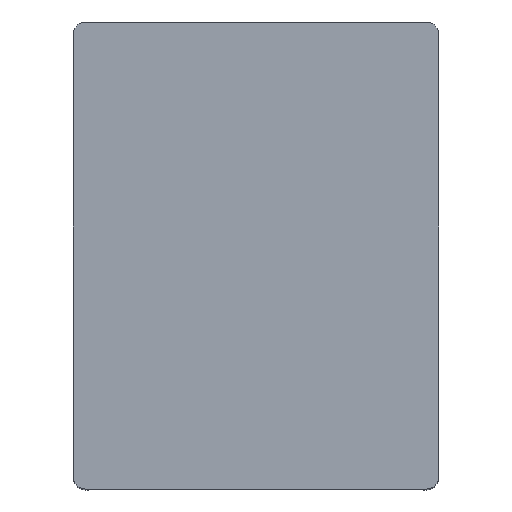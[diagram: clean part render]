
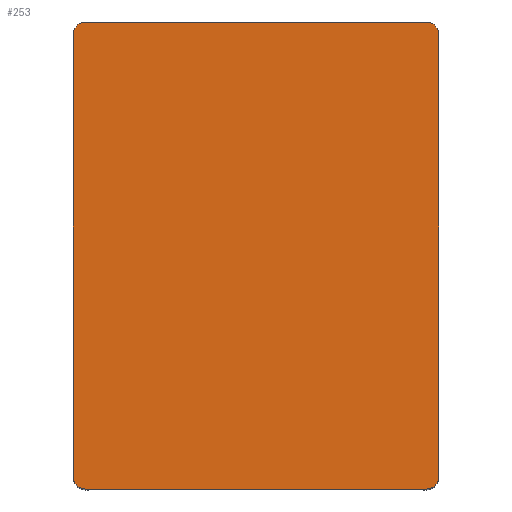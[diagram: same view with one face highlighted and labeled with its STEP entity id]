
A CAD part, top view. The second image highlights one B-rep face of the part: STEP entity #253.
In plain terms, the highlighted planar face has unit normal (0, 0, 1).
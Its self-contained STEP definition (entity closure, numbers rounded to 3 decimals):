
#21 = EDGE_CURVE('',#22,#24,#26,.T.);
#22 = VERTEX_POINT('',#23);
#23 = CARTESIAN_POINT('',(-36.,-43.5,51.25));
#24 = VERTEX_POINT('',#25);
#25 = CARTESIAN_POINT('',(-36.,43.5,51.25));
#26 = SURFACE_CURVE('',#27,(#31,#43),.PCURVE_S1.);
#27 = LINE('',#28,#29);
#28 = CARTESIAN_POINT('',(-36.,-46.,51.25));
#29 = VECTOR('',#30,1.);
#30 = DIRECTION('',(0.,1.,0.));
#31 = PCURVE('',#32,#37);
#32 = PLANE('',#33);
#33 = AXIS2_PLACEMENT_3D('',#34,#35,#36);
#34 = CARTESIAN_POINT('',(-36.,-46.,-51.25));
#35 = DIRECTION('',(1.,0.,0.));
#36 = DIRECTION('',(0.,0.,1.));
#37 = DEFINITIONAL_REPRESENTATION('',(#38),#42);
#38 = LINE('',#39,#40);
#39 = CARTESIAN_POINT('',(102.5,0.));
#40 = VECTOR('',#41,1.);
#41 = DIRECTION('',(0.,-1.));
#42 = ( GEOMETRIC_REPRESENTATION_CONTEXT(2) 
PARAMETRIC_REPRESENTATION_CONTEXT() REPRESENTATION_CONTEXT('2D SPACE',''
  ) );
#43 = PCURVE('',#44,#49);
#44 = PLANE('',#45);
#45 = AXIS2_PLACEMENT_3D('',#46,#47,#48);
#46 = CARTESIAN_POINT('',(-36.,-46.,51.25));
#47 = DIRECTION('',(0.,0.,1.));
#48 = DIRECTION('',(1.,0.,0.));
#49 = DEFINITIONAL_REPRESENTATION('',(#50),#54);
#50 = LINE('',#51,#52);
#51 = CARTESIAN_POINT('',(0.,0.));
#52 = VECTOR('',#53,1.);
#53 = DIRECTION('',(0.,1.));
#54 = ( GEOMETRIC_REPRESENTATION_CONTEXT(2) 
PARAMETRIC_REPRESENTATION_CONTEXT() REPRESENTATION_CONTEXT('2D SPACE',''
  ) );
#72 = CYLINDRICAL_SURFACE('',#73,2.5);
#73 = AXIS2_PLACEMENT_3D('',#74,#75,#76);
#74 = CARTESIAN_POINT('',(-33.5,-43.5,-51.25));
#75 = DIRECTION('',(0.,0.,1.));
#76 = DIRECTION('',(-1.,-0.,0.));
#126 = CYLINDRICAL_SURFACE('',#127,2.5);
#127 = AXIS2_PLACEMENT_3D('',#128,#129,#130);
#128 = CARTESIAN_POINT('',(-33.5,43.5,-51.25));
#129 = DIRECTION('',(0.,0.,1.));
#130 = DIRECTION('',(-1.,-0.,0.));
#253 = ADVANCED_FACE('',(#254),#44,.T.);
#254 = FACE_BOUND('',#255,.T.);
#255 = EDGE_LOOP('',(#256,#257,#281,#309,#342,#370,#399,#427));
#256 = ORIENTED_EDGE('',*,*,#21,.F.);
#257 = ORIENTED_EDGE('',*,*,#258,.T.);
#258 = EDGE_CURVE('',#22,#259,#261,.T.);
#259 = VERTEX_POINT('',#260);
#260 = CARTESIAN_POINT('',(-33.5,-46.,51.25));
#261 = SURFACE_CURVE('',#262,(#267,#274),.PCURVE_S1.);
#262 = CIRCLE('',#263,2.5);
#263 = AXIS2_PLACEMENT_3D('',#264,#265,#266);
#264 = CARTESIAN_POINT('',(-33.5,-43.5,51.25));
#265 = DIRECTION('',(0.,0.,1.));
#266 = DIRECTION('',(0.,-1.,0.));
#267 = PCURVE('',#44,#268);
#268 = DEFINITIONAL_REPRESENTATION('',(#269),#273);
#269 = CIRCLE('',#270,2.5);
#270 = AXIS2_PLACEMENT_2D('',#271,#272);
#271 = CARTESIAN_POINT('',(2.5,2.5));
#272 = DIRECTION('',(0.,-1.));
#273 = ( GEOMETRIC_REPRESENTATION_CONTEXT(2) 
PARAMETRIC_REPRESENTATION_CONTEXT() REPRESENTATION_CONTEXT('2D SPACE',''
  ) );
#274 = PCURVE('',#72,#275);
#275 = DEFINITIONAL_REPRESENTATION('',(#276),#280);
#276 = LINE('',#277,#278);
#277 = CARTESIAN_POINT('',(-4.712,102.5));
#278 = VECTOR('',#279,1.);
#279 = DIRECTION('',(1.,0.));
#280 = ( GEOMETRIC_REPRESENTATION_CONTEXT(2) 
PARAMETRIC_REPRESENTATION_CONTEXT() REPRESENTATION_CONTEXT('2D SPACE',''
  ) );
#281 = ORIENTED_EDGE('',*,*,#282,.T.);
#282 = EDGE_CURVE('',#259,#283,#285,.T.);
#283 = VERTEX_POINT('',#284);
#284 = CARTESIAN_POINT('',(33.5,-46.,51.25));
#285 = SURFACE_CURVE('',#286,(#290,#297),.PCURVE_S1.);
#286 = LINE('',#287,#288);
#287 = CARTESIAN_POINT('',(-36.,-46.,51.25));
#288 = VECTOR('',#289,1.);
#289 = DIRECTION('',(1.,0.,0.));
#290 = PCURVE('',#44,#291);
#291 = DEFINITIONAL_REPRESENTATION('',(#292),#296);
#292 = LINE('',#293,#294);
#293 = CARTESIAN_POINT('',(0.,0.));
#294 = VECTOR('',#295,1.);
#295 = DIRECTION('',(1.,0.));
#296 = ( GEOMETRIC_REPRESENTATION_CONTEXT(2) 
PARAMETRIC_REPRESENTATION_CONTEXT() REPRESENTATION_CONTEXT('2D SPACE',''
  ) );
#297 = PCURVE('',#298,#303);
#298 = PLANE('',#299);
#299 = AXIS2_PLACEMENT_3D('',#300,#301,#302);
#300 = CARTESIAN_POINT('',(-36.,-46.,-51.25));
#301 = DIRECTION('',(0.,1.,0.));
#302 = DIRECTION('',(0.,0.,1.));
#303 = DEFINITIONAL_REPRESENTATION('',(#304),#308);
#304 = LINE('',#305,#306);
#305 = CARTESIAN_POINT('',(102.5,0.));
#306 = VECTOR('',#307,1.);
#307 = DIRECTION('',(0.,1.));
#308 = ( GEOMETRIC_REPRESENTATION_CONTEXT(2) 
PARAMETRIC_REPRESENTATION_CONTEXT() REPRESENTATION_CONTEXT('2D SPACE',''
  ) );
#309 = ORIENTED_EDGE('',*,*,#310,.F.);
#310 = EDGE_CURVE('',#311,#283,#313,.T.);
#311 = VERTEX_POINT('',#312);
#312 = CARTESIAN_POINT('',(36.,-43.5,51.25));
#313 = SURFACE_CURVE('',#314,(#319,#330),.PCURVE_S1.);
#314 = CIRCLE('',#315,2.5);
#315 = AXIS2_PLACEMENT_3D('',#316,#317,#318);
#316 = CARTESIAN_POINT('',(33.5,-43.5,51.25));
#317 = DIRECTION('',(-0.,-0.,-1.));
#318 = DIRECTION('',(0.,-1.,0.));
#319 = PCURVE('',#44,#320);
#320 = DEFINITIONAL_REPRESENTATION('',(#321),#329);
#321 = ( BOUNDED_CURVE() B_SPLINE_CURVE(2,(#322,#323,#324,#325,#326,#327
,#328),.UNSPECIFIED.,.T.,.F.) B_SPLINE_CURVE_WITH_KNOTS((1,2,2,2,2,1),(
    -2.094,0.,2.094,4.189,6.283,
8.378),.UNSPECIFIED.) CURVE() GEOMETRIC_REPRESENTATION_ITEM() 
RATIONAL_B_SPLINE_CURVE((1.,0.5,1.,0.5,1.,0.5,1.)) REPRESENTATION_ITEM(
  '') );
#322 = CARTESIAN_POINT('',(69.5,0.));
#323 = CARTESIAN_POINT('',(65.17,0.));
#324 = CARTESIAN_POINT('',(67.335,3.75));
#325 = CARTESIAN_POINT('',(69.5,7.5));
#326 = CARTESIAN_POINT('',(71.665,3.75));
#327 = CARTESIAN_POINT('',(73.83,0.));
#328 = CARTESIAN_POINT('',(69.5,0.));
#329 = ( GEOMETRIC_REPRESENTATION_CONTEXT(2) 
PARAMETRIC_REPRESENTATION_CONTEXT() REPRESENTATION_CONTEXT('2D SPACE',''
  ) );
#330 = PCURVE('',#331,#336);
#331 = CYLINDRICAL_SURFACE('',#332,2.5);
#332 = AXIS2_PLACEMENT_3D('',#333,#334,#335);
#333 = CARTESIAN_POINT('',(33.5,-43.5,-51.25));
#334 = DIRECTION('',(0.,0.,1.));
#335 = DIRECTION('',(1.,0.,-0.));
#336 = DEFINITIONAL_REPRESENTATION('',(#337),#341);
#337 = LINE('',#338,#339);
#338 = CARTESIAN_POINT('',(4.712,102.5));
#339 = VECTOR('',#340,1.);
#340 = DIRECTION('',(-1.,0.));
#341 = ( GEOMETRIC_REPRESENTATION_CONTEXT(2) 
PARAMETRIC_REPRESENTATION_CONTEXT() REPRESENTATION_CONTEXT('2D SPACE',''
  ) );
#342 = ORIENTED_EDGE('',*,*,#343,.T.);
#343 = EDGE_CURVE('',#311,#344,#346,.T.);
#344 = VERTEX_POINT('',#345);
#345 = CARTESIAN_POINT('',(36.,43.5,51.25));
#346 = SURFACE_CURVE('',#347,(#351,#358),.PCURVE_S1.);
#347 = LINE('',#348,#349);
#348 = CARTESIAN_POINT('',(36.,-46.,51.25));
#349 = VECTOR('',#350,1.);
#350 = DIRECTION('',(0.,1.,0.));
#351 = PCURVE('',#44,#352);
#352 = DEFINITIONAL_REPRESENTATION('',(#353),#357);
#353 = LINE('',#354,#355);
#354 = CARTESIAN_POINT('',(72.,0.));
#355 = VECTOR('',#356,1.);
#356 = DIRECTION('',(0.,1.));
#357 = ( GEOMETRIC_REPRESENTATION_CONTEXT(2) 
PARAMETRIC_REPRESENTATION_CONTEXT() REPRESENTATION_CONTEXT('2D SPACE',''
  ) );
#358 = PCURVE('',#359,#364);
#359 = PLANE('',#360);
#360 = AXIS2_PLACEMENT_3D('',#361,#362,#363);
#361 = CARTESIAN_POINT('',(36.,-46.,-51.25));
#362 = DIRECTION('',(1.,0.,0.));
#363 = DIRECTION('',(0.,0.,1.));
#364 = DEFINITIONAL_REPRESENTATION('',(#365),#369);
#365 = LINE('',#366,#367);
#366 = CARTESIAN_POINT('',(102.5,0.));
#367 = VECTOR('',#368,1.);
#368 = DIRECTION('',(0.,-1.));
#369 = ( GEOMETRIC_REPRESENTATION_CONTEXT(2) 
PARAMETRIC_REPRESENTATION_CONTEXT() REPRESENTATION_CONTEXT('2D SPACE',''
  ) );
#370 = ORIENTED_EDGE('',*,*,#371,.T.);
#371 = EDGE_CURVE('',#344,#372,#374,.T.);
#372 = VERTEX_POINT('',#373);
#373 = CARTESIAN_POINT('',(33.5,46.,51.25));
#374 = SURFACE_CURVE('',#375,(#380,#387),.PCURVE_S1.);
#375 = CIRCLE('',#376,2.5);
#376 = AXIS2_PLACEMENT_3D('',#377,#378,#379);
#377 = CARTESIAN_POINT('',(33.5,43.5,51.25));
#378 = DIRECTION('',(0.,0.,1.));
#379 = DIRECTION('',(0.,-1.,0.));
#380 = PCURVE('',#44,#381);
#381 = DEFINITIONAL_REPRESENTATION('',(#382),#386);
#382 = CIRCLE('',#383,2.5);
#383 = AXIS2_PLACEMENT_2D('',#384,#385);
#384 = CARTESIAN_POINT('',(69.5,89.5));
#385 = DIRECTION('',(0.,-1.));
#386 = ( GEOMETRIC_REPRESENTATION_CONTEXT(2) 
PARAMETRIC_REPRESENTATION_CONTEXT() REPRESENTATION_CONTEXT('2D SPACE',''
  ) );
#387 = PCURVE('',#388,#393);
#388 = CYLINDRICAL_SURFACE('',#389,2.5);
#389 = AXIS2_PLACEMENT_3D('',#390,#391,#392);
#390 = CARTESIAN_POINT('',(33.5,43.5,-51.25));
#391 = DIRECTION('',(0.,0.,1.));
#392 = DIRECTION('',(1.,0.,-0.));
#393 = DEFINITIONAL_REPRESENTATION('',(#394),#398);
#394 = LINE('',#395,#396);
#395 = CARTESIAN_POINT('',(-1.571,102.5));
#396 = VECTOR('',#397,1.);
#397 = DIRECTION('',(1.,0.));
#398 = ( GEOMETRIC_REPRESENTATION_CONTEXT(2) 
PARAMETRIC_REPRESENTATION_CONTEXT() REPRESENTATION_CONTEXT('2D SPACE',''
  ) );
#399 = ORIENTED_EDGE('',*,*,#400,.F.);
#400 = EDGE_CURVE('',#401,#372,#403,.T.);
#401 = VERTEX_POINT('',#402);
#402 = CARTESIAN_POINT('',(-33.5,46.,51.25));
#403 = SURFACE_CURVE('',#404,(#408,#415),.PCURVE_S1.);
#404 = LINE('',#405,#406);
#405 = CARTESIAN_POINT('',(-36.,46.,51.25));
#406 = VECTOR('',#407,1.);
#407 = DIRECTION('',(1.,0.,0.));
#408 = PCURVE('',#44,#409);
#409 = DEFINITIONAL_REPRESENTATION('',(#410),#414);
#410 = LINE('',#411,#412);
#411 = CARTESIAN_POINT('',(0.,92.));
#412 = VECTOR('',#413,1.);
#413 = DIRECTION('',(1.,0.));
#414 = ( GEOMETRIC_REPRESENTATION_CONTEXT(2) 
PARAMETRIC_REPRESENTATION_CONTEXT() REPRESENTATION_CONTEXT('2D SPACE',''
  ) );
#415 = PCURVE('',#416,#421);
#416 = PLANE('',#417);
#417 = AXIS2_PLACEMENT_3D('',#418,#419,#420);
#418 = CARTESIAN_POINT('',(-36.,46.,-51.25));
#419 = DIRECTION('',(0.,1.,0.));
#420 = DIRECTION('',(0.,0.,1.));
#421 = DEFINITIONAL_REPRESENTATION('',(#422),#426);
#422 = LINE('',#423,#424);
#423 = CARTESIAN_POINT('',(102.5,0.));
#424 = VECTOR('',#425,1.);
#425 = DIRECTION('',(0.,1.));
#426 = ( GEOMETRIC_REPRESENTATION_CONTEXT(2) 
PARAMETRIC_REPRESENTATION_CONTEXT() REPRESENTATION_CONTEXT('2D SPACE',''
  ) );
#427 = ORIENTED_EDGE('',*,*,#428,.F.);
#428 = EDGE_CURVE('',#24,#401,#429,.T.);
#429 = SURFACE_CURVE('',#430,(#435,#446),.PCURVE_S1.);
#430 = CIRCLE('',#431,2.5);
#431 = AXIS2_PLACEMENT_3D('',#432,#433,#434);
#432 = CARTESIAN_POINT('',(-33.5,43.5,51.25));
#433 = DIRECTION('',(-0.,-0.,-1.));
#434 = DIRECTION('',(0.,-1.,0.));
#435 = PCURVE('',#44,#436);
#436 = DEFINITIONAL_REPRESENTATION('',(#437),#445);
#437 = ( BOUNDED_CURVE() B_SPLINE_CURVE(2,(#438,#439,#440,#441,#442,#443
,#444),.UNSPECIFIED.,.T.,.F.) B_SPLINE_CURVE_WITH_KNOTS((1,2,2,2,2,1),(
    -2.094,0.,2.094,4.189,6.283,
8.378),.UNSPECIFIED.) CURVE() GEOMETRIC_REPRESENTATION_ITEM() 
RATIONAL_B_SPLINE_CURVE((1.,0.5,1.,0.5,1.,0.5,1.)) REPRESENTATION_ITEM(
  '') );
#438 = CARTESIAN_POINT('',(2.5,87.));
#439 = CARTESIAN_POINT('',(-1.83,87.));
#440 = CARTESIAN_POINT('',(0.335,90.75));
#441 = CARTESIAN_POINT('',(2.5,94.5));
#442 = CARTESIAN_POINT('',(4.665,90.75));
#443 = CARTESIAN_POINT('',(6.83,87.));
#444 = CARTESIAN_POINT('',(2.5,87.));
#445 = ( GEOMETRIC_REPRESENTATION_CONTEXT(2) 
PARAMETRIC_REPRESENTATION_CONTEXT() REPRESENTATION_CONTEXT('2D SPACE',''
  ) );
#446 = PCURVE('',#126,#447);
#447 = DEFINITIONAL_REPRESENTATION('',(#448),#452);
#448 = LINE('',#449,#450);
#449 = CARTESIAN_POINT('',(1.571,102.5));
#450 = VECTOR('',#451,1.);
#451 = DIRECTION('',(-1.,0.));
#452 = ( GEOMETRIC_REPRESENTATION_CONTEXT(2) 
PARAMETRIC_REPRESENTATION_CONTEXT() REPRESENTATION_CONTEXT('2D SPACE',''
  ) );
